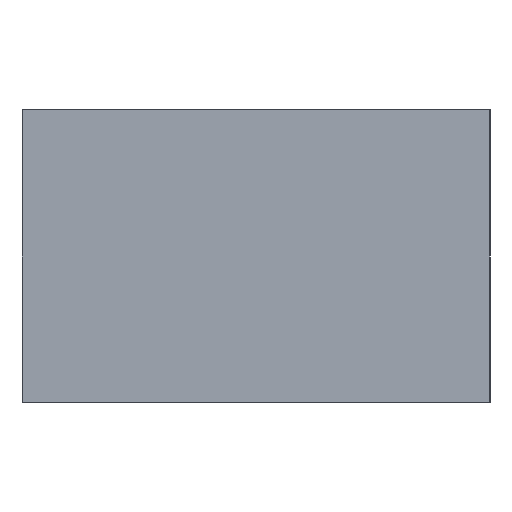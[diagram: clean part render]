
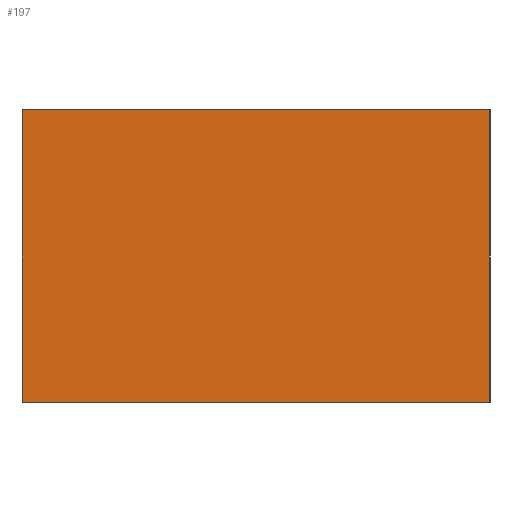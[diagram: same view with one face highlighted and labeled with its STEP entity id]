
A CAD part, left-side view. The second image highlights one B-rep face of the part: STEP entity #197.
In plain terms, the highlighted planar face has unit normal (-1, 0, 0).
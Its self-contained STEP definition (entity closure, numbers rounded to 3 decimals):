
#11 = VECTOR ( 'NONE', #153, 1000. ) ;
#26 = DIRECTION ( 'NONE',  ( 0., 1., 0. ) ) ;
#41 = ORIENTED_EDGE ( 'NONE', *, *, #221, .F. ) ;
#56 = CARTESIAN_POINT ( 'NONE',  ( -11., -8., 10. ) ) ;
#68 = CARTESIAN_POINT ( 'NONE',  ( -11., 8., 0. ) ) ;
#88 = LINE ( 'NONE', #295, #346 ) ;
#93 = DIRECTION ( 'NONE',  ( 0., -1., 0. ) ) ;
#94 = DIRECTION ( 'NONE',  ( 0., 0., -1. ) ) ;
#101 = ORIENTED_EDGE ( 'NONE', *, *, #115, .T. ) ;
#115 = EDGE_CURVE ( 'NONE', #121, #287, #289, .T. ) ;
#121 = VERTEX_POINT ( 'NONE', #384 ) ;
#150 = PLANE ( 'NONE',  #324 ) ;
#153 = DIRECTION ( 'NONE',  ( 0., 0., -1. ) ) ;
#163 = VECTOR ( 'NONE', #93, 1000. ) ;
#174 = EDGE_LOOP ( 'NONE', ( #180, #101, #356, #41 ) ) ;
#180 = ORIENTED_EDGE ( 'NONE', *, *, #288, .F. ) ;
#197 = ADVANCED_FACE ( 'NONE', ( #234 ), #150, .F. ) ;
#214 = CARTESIAN_POINT ( 'NONE',  ( -11., -8., 0. ) ) ;
#221 = EDGE_CURVE ( 'NONE', #266, #293, #299, .T. ) ;
#223 = CARTESIAN_POINT ( 'NONE',  ( -11., -8., 10. ) ) ;
#234 = FACE_OUTER_BOUND ( 'NONE', #174, .T. ) ;
#253 = LINE ( 'NONE', #283, #163 ) ;
#266 = VERTEX_POINT ( 'NONE', #56 ) ;
#272 = DIRECTION ( 'NONE',  ( 0., -1., 0. ) ) ;
#283 = CARTESIAN_POINT ( 'NONE',  ( -11., 8., 10. ) ) ;
#287 = VERTEX_POINT ( 'NONE', #68 ) ;
#288 = EDGE_CURVE ( 'NONE', #121, #266, #253, .T. ) ;
#289 = LINE ( 'NONE', #386, #11 ) ;
#292 = VECTOR ( 'NONE', #94, 1000. ) ;
#293 = VERTEX_POINT ( 'NONE', #214 ) ;
#295 = CARTESIAN_POINT ( 'NONE',  ( -11., 8., 0. ) ) ;
#299 = LINE ( 'NONE', #223, #292 ) ;
#310 = EDGE_CURVE ( 'NONE', #287, #293, #88, .T. ) ;
#321 = DIRECTION ( 'NONE',  ( 1., 0., 0. ) ) ;
#324 = AXIS2_PLACEMENT_3D ( 'NONE', #352, #321, #26 ) ;
#346 = VECTOR ( 'NONE', #272, 1000. ) ;
#352 = CARTESIAN_POINT ( 'NONE',  ( -11., 8., 10. ) ) ;
#356 = ORIENTED_EDGE ( 'NONE', *, *, #310, .T. ) ;
#384 = CARTESIAN_POINT ( 'NONE',  ( -11., 8., 10. ) ) ;
#386 = CARTESIAN_POINT ( 'NONE',  ( -11., 8., 10. ) ) ;
